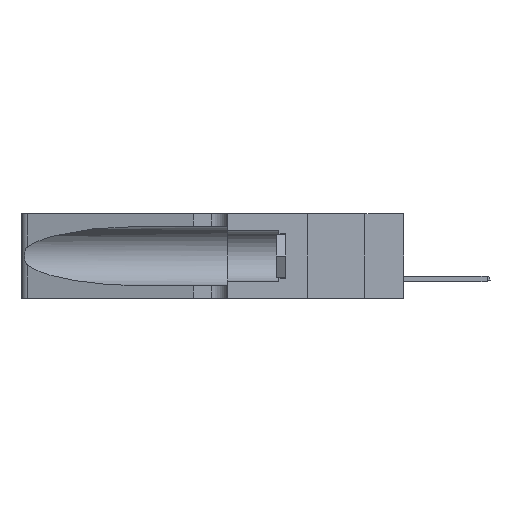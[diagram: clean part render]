
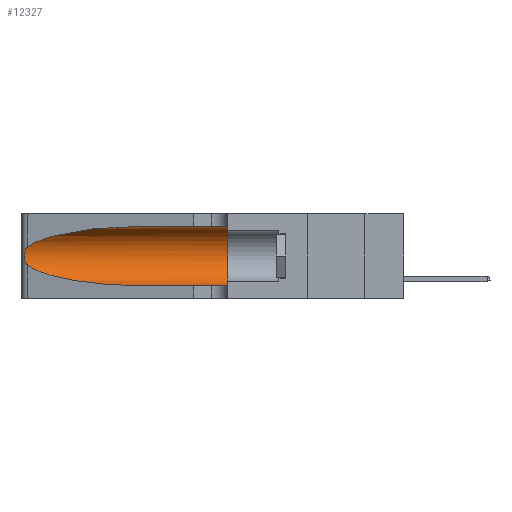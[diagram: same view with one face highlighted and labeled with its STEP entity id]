
A CAD part, left-side view. The second image highlights one B-rep face of the part: STEP entity #12327.
In plain terms, the highlighted cylindrical face has radius 3.308 mm (diameter 6.617 mm), a partial arc.
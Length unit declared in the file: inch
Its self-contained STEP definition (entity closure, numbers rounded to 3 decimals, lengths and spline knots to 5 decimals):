
#671 = VECTOR ( 'NONE', #18259, 39.37008 ) ;
#1703 = CARTESIAN_POINT ( 'NONE',  ( 0.18966, 0.96281, 0.31525 ) ) ;
#3704 = CARTESIAN_POINT ( 'NONE',  ( 0.25487, 1.22718, 0.22369 ) ) ;
#4292 = CARTESIAN_POINT ( 'NONE',  ( 0.1305, 0.35, 0.185 ) ) ;
#4811 = CARTESIAN_POINT ( 'NONE',  ( 0.1305, 1.61858, 0.05475 ) ) ;
#5524 = VERTEX_POINT ( 'NONE', #29480 ) ;
#5585 = CARTESIAN_POINT ( 'NONE',  ( 0.1305, 0.35, 0.05475 ) ) ;
#5830 = FACE_OUTER_BOUND ( 'NONE', #12154, .T. ) ;
#6401 = CARTESIAN_POINT ( 'NONE',  ( 0.25854, 1.2359, 0.20912 ) ) ;
#6769 = CARTESIAN_POINT ( 'NONE',  ( 0.26018, 1.23835, 0.19895 ) ) ;
#7052 = DIRECTION ( 'NONE',  ( 0., -1., 0. ) ) ;
#7197 = CARTESIAN_POINT ( 'NONE',  ( 0.25487, 1.22718, 0.22369 ) ) ;
#7809 = LINE ( 'NONE', #4811, #671 ) ;
#8628 = CARTESIAN_POINT ( 'NONE',  ( 0.18966, 0.96281, 0.05475 ) ) ;
#8809 = ORIENTED_EDGE ( 'NONE', *, *, #26144, .T. ) ;
#8832 = CARTESIAN_POINT ( 'NONE',  ( 0.25789, 1.23486, 0.15765 ) ) ;
#8989 = AXIS2_PLACEMENT_3D ( 'NONE', #4292, #26229, #32142 ) ;
#9079 = CARTESIAN_POINT ( 'NONE',  ( 0.26017, 1.23833, 0.17102 ) ) ;
#9707 = DIRECTION ( 'NONE',  ( 0., 0., -1. ) ) ;
#10026 = ORIENTED_EDGE ( 'NONE', *, *, #28951, .F. ) ;
#10196 = VERTEX_POINT ( 'NONE', #34249 ) ;
#10666 = VERTEX_POINT ( 'NONE', #25033 ) ;
#10776 = DIRECTION ( 'NONE',  ( 0., -1., 0. ) ) ;
#11380 = VERTEX_POINT ( 'NONE', #27247 ) ;
#11595 = CARTESIAN_POINT ( 'NONE',  ( 0.25639, 1.23184, 0.21858 ) ) ;
#11832 = CARTESIAN_POINT ( 'NONE',  ( 0.25555, 1.22994, 0.2215 ) ) ;
#11956 = CARTESIAN_POINT ( 'NONE',  ( 0.25487, 1.22718, 0.14631 ) ) ;
#12154 = EDGE_LOOP ( 'NONE', ( #31922, #8809, #24610, #32039, #33160, #10026 ) ) ;
#12202 = CARTESIAN_POINT ( 'NONE',  ( 0.2373, 1.15595, 0.08982 ) ) ;
#12277 = CARTESIAN_POINT ( 'NONE',  ( 0.2373, 1.15595, 0.28018 ) ) ;
#12327 = ADVANCED_FACE ( 'NONE', ( #5830 ), #33329, .F. ) ;
#13387 = AXIS2_PLACEMENT_3D ( 'NONE', #23157, #7052, #9707 ) ;
#13438 = VERTEX_POINT ( 'NONE', #31243 ) ;
#13695 = B_SPLINE_CURVE_WITH_KNOTS ( 'NONE', 3,
 ( #3704, #11832, #11595, #30465, #6401, #6769, #32781, #24943, #9079, #22528, #8832, #27914, #27659, #11956 ),
 .UNSPECIFIED., .F., .F.,
 ( 4, 2, 2, 2, 2, 2, 4 ),
 ( 0., 0.00027, 0.00053, 0.00107, 0.0016, 0.00187, 0.00214 ),
 .UNSPECIFIED. ) ;
#14690 = CIRCLE ( 'NONE', #8989, 0.13025 ) ;
#14861 = CARTESIAN_POINT ( 'NONE',  ( 0.1305, 0.72297, 0.31525 ) ) ;
#14924 = EDGE_CURVE ( 'NONE', #11380, #34171, #7809, .T. ) ;
#17085 = CARTESIAN_POINT ( 'NONE',  ( 0.25487, 1.22718, 0.14631 ) ) ;
#18112 = EDGE_CURVE ( 'NONE', #10666, #11380, #23535, .T. ) ;
#18259 = DIRECTION ( 'NONE',  ( 0., -1., 0. ) ) ;
#18951 = CARTESIAN_POINT ( 'NONE',  ( 0.1305, 1.61858, 0.31525 ) ) ;
#19942 = CARTESIAN_POINT ( 'NONE',  ( 0.1305, 0.72297, 0.05475 ) ) ;
#20217 = EDGE_CURVE ( 'NONE', #13438, #34171, #14690, .T. ) ;
#21502 = EDGE_CURVE ( 'NONE', #5524, #10196, #32713, .T. ) ;
#22528 = CARTESIAN_POINT ( 'NONE',  ( 0.25856, 1.23593, 0.16098 ) ) ;
#23157 = CARTESIAN_POINT ( 'NONE',  ( 0.1305, 1.61858, 0.185 ) ) ;
#23535 =( BOUNDED_CURVE ( )  B_SPLINE_CURVE ( 3, ( #17085, #12202, #8628, #19942 ),
 .UNSPECIFIED., .F., .F. ) 
 B_SPLINE_CURVE_WITH_KNOTS ( ( 4, 4 ),
 ( 3.44316, 4.71239 ),
 .UNSPECIFIED. ) 
 CURVE ( )  GEOMETRIC_REPRESENTATION_ITEM ( )  RATIONAL_B_SPLINE_CURVE ( ( 1., 0.87, 0.87, 1. ) ) 
 REPRESENTATION_ITEM ( '' )  );
#24610 = ORIENTED_EDGE ( 'NONE', *, *, #18112, .T. ) ;
#24943 = CARTESIAN_POINT ( 'NONE',  ( 0.26075, 1.23896, 0.178 ) ) ;
#25033 = CARTESIAN_POINT ( 'NONE',  ( 0.25487, 1.22718, 0.14631 ) ) ;
#26144 = EDGE_CURVE ( 'NONE', #10196, #10666, #13695, .T. ) ;
#26229 = DIRECTION ( 'NONE',  ( 0., 1., 0. ) ) ;
#27247 = CARTESIAN_POINT ( 'NONE',  ( 0.1305, 0.72297, 0.05475 ) ) ;
#27659 = CARTESIAN_POINT ( 'NONE',  ( 0.25555, 1.22993, 0.14849 ) ) ;
#27914 = CARTESIAN_POINT ( 'NONE',  ( 0.25639, 1.23186, 0.15144 ) ) ;
#28951 = EDGE_CURVE ( 'NONE', #5524, #13438, #30307, .T. ) ;
#29480 = CARTESIAN_POINT ( 'NONE',  ( 0.1305, 0.72297, 0.31525 ) ) ;
#30307 = LINE ( 'NONE', #18951, #33226 ) ;
#30465 = CARTESIAN_POINT ( 'NONE',  ( 0.25787, 1.23484, 0.2124 ) ) ;
#31243 = CARTESIAN_POINT ( 'NONE',  ( 0.1305, 0.35, 0.31525 ) ) ;
#31922 = ORIENTED_EDGE ( 'NONE', *, *, #21502, .T. ) ;
#32039 = ORIENTED_EDGE ( 'NONE', *, *, #14924, .T. ) ;
#32142 = DIRECTION ( 'NONE',  ( 0., 0., 1. ) ) ;
#32713 =( BOUNDED_CURVE ( )  B_SPLINE_CURVE ( 3, ( #14861, #1703, #12277, #7197 ),
 .UNSPECIFIED., .F., .F. ) 
 B_SPLINE_CURVE_WITH_KNOTS ( ( 4, 4 ),
 ( 1.5708, 2.84003 ),
 .UNSPECIFIED. ) 
 CURVE ( )  GEOMETRIC_REPRESENTATION_ITEM ( )  RATIONAL_B_SPLINE_CURVE ( ( 1., 0.87, 0.87, 1. ) ) 
 REPRESENTATION_ITEM ( '' )  );
#32781 = CARTESIAN_POINT ( 'NONE',  ( 0.26075, 1.23896, 0.19203 ) ) ;
#33160 = ORIENTED_EDGE ( 'NONE', *, *, #20217, .F. ) ;
#33226 = VECTOR ( 'NONE', #10776, 39.37008 ) ;
#33329 = CYLINDRICAL_SURFACE ( 'NONE', #13387, 0.13025 ) ;
#34171 = VERTEX_POINT ( 'NONE', #5585 ) ;
#34249 = CARTESIAN_POINT ( 'NONE',  ( 0.25487, 1.22718, 0.22369 ) ) ;
